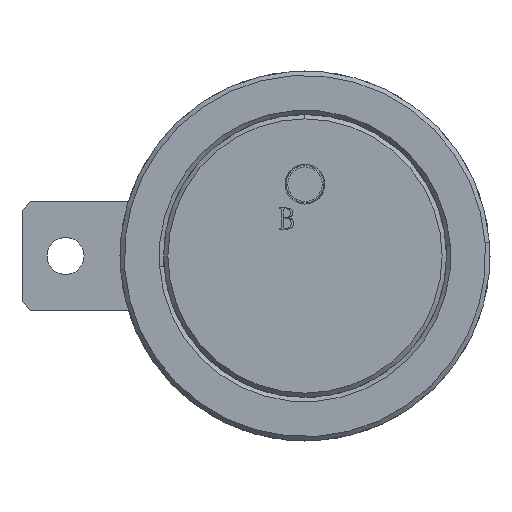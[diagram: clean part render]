
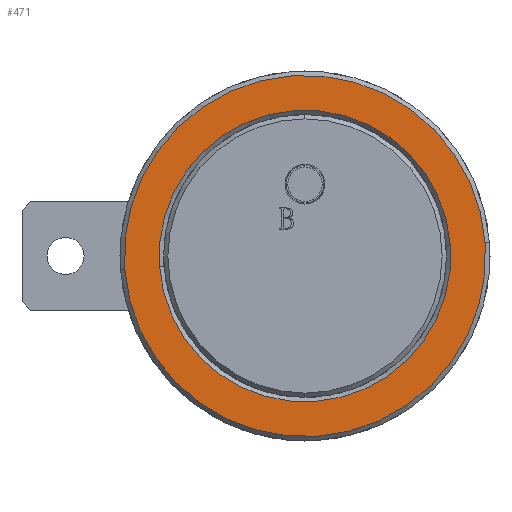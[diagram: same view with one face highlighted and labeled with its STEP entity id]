
A CAD part, front view. The second image highlights one B-rep face of the part: STEP entity #471.
In plain terms, the highlighted face is planar.
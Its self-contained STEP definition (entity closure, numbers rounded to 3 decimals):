
#209 = CIRCLE ( 'NONE', #1746, 33.5 ) ;
#236 = CIRCLE ( 'NONE', #1745, 41.5 ) ;
#265 = CIRCLE ( 'NONE', #1742, 33.5 ) ;
#471 = ADVANCED_FACE ( 'NONE', ( #5769, #5877 ), #1976, .F. ) ;
#679 = VERTEX_POINT ( 'NONE', #2234 ) ;
#773 = VERTEX_POINT ( 'NONE', #1547 ) ;
#1547 = CARTESIAN_POINT ( 'NONE',  ( 41.5, 0., 0. ) ) ;
#1742 = AXIS2_PLACEMENT_3D ( 'NONE', #5265, #5266, #5267 ) ;
#1745 = AXIS2_PLACEMENT_3D ( 'NONE', #5280, #5281, #5282 ) ;
#1746 = AXIS2_PLACEMENT_3D ( 'NONE', #5288, #5289, #5290 ) ;
#1976 = PLANE ( 'NONE',  #6129 ) ;
#1993 = DIRECTION ( 'NONE',  ( 0., 0., 1. ) ) ;
#2037 = CARTESIAN_POINT ( 'NONE',  ( 0., 0., 0. ) ) ;
#2043 = DIRECTION ( 'NONE',  ( 1., 0., 0. ) ) ;
#2234 = CARTESIAN_POINT ( 'NONE',  ( -33.5, 0., 0. ) ) ;
#2333 = CIRCLE ( 'NONE', #6060, 41.5 ) ;
#2774 = EDGE_CURVE ( 'NONE', #773, #2920, #2333, .T. ) ;
#2920 = VERTEX_POINT ( 'NONE', #4918 ) ;
#3027 = VERTEX_POINT ( 'NONE', #4949 ) ;
#3823 = EDGE_LOOP ( 'NONE', ( #3981, #5587 ) ) ;
#3881 = EDGE_LOOP ( 'NONE', ( #5563, #4091 ) ) ;
#3981 = ORIENTED_EDGE ( 'NONE', *, *, #4233, .T. ) ;
#4091 = ORIENTED_EDGE ( 'NONE', *, *, #4229, .T. ) ;
#4223 = EDGE_CURVE ( 'NONE', #3027, #679, #265, .T. ) ;
#4229 = EDGE_CURVE ( 'NONE', #2920, #773, #236, .T. ) ;
#4233 = EDGE_CURVE ( 'NONE', #679, #3027, #209, .T. ) ;
#4534 = CARTESIAN_POINT ( 'NONE',  ( 0., 0., 0. ) ) ;
#4535 = DIRECTION ( 'NONE',  ( 0., 0., -1. ) ) ;
#4536 = DIRECTION ( 'NONE',  ( 1., 0., 0. ) ) ;
#4918 = CARTESIAN_POINT ( 'NONE',  ( -41.5, 0., 0. ) ) ;
#4949 = CARTESIAN_POINT ( 'NONE',  ( 33.5, 0., 0. ) ) ;
#5265 = CARTESIAN_POINT ( 'NONE',  ( 0., 0., 0. ) ) ;
#5266 = DIRECTION ( 'NONE',  ( 0., 0., 1. ) ) ;
#5267 = DIRECTION ( 'NONE',  ( 1., 0., 0. ) ) ;
#5280 = CARTESIAN_POINT ( 'NONE',  ( 0., 0., 0. ) ) ;
#5281 = DIRECTION ( 'NONE',  ( 0., 0., -1. ) ) ;
#5282 = DIRECTION ( 'NONE',  ( 1., 0., 0. ) ) ;
#5288 = CARTESIAN_POINT ( 'NONE',  ( 0., 0., 0. ) ) ;
#5289 = DIRECTION ( 'NONE',  ( 0., 0., 1. ) ) ;
#5290 = DIRECTION ( 'NONE',  ( 1., 0., 0. ) ) ;
#5563 = ORIENTED_EDGE ( 'NONE', *, *, #2774, .T. ) ;
#5587 = ORIENTED_EDGE ( 'NONE', *, *, #4223, .T. ) ;
#5769 = FACE_BOUND ( 'NONE', #3823, .T. ) ;
#5877 = FACE_OUTER_BOUND ( 'NONE', #3881, .T. ) ;
#6060 = AXIS2_PLACEMENT_3D ( 'NONE', #4534, #4535, #4536 ) ;
#6129 = AXIS2_PLACEMENT_3D ( 'NONE', #2037, #1993, #2043 ) ;
